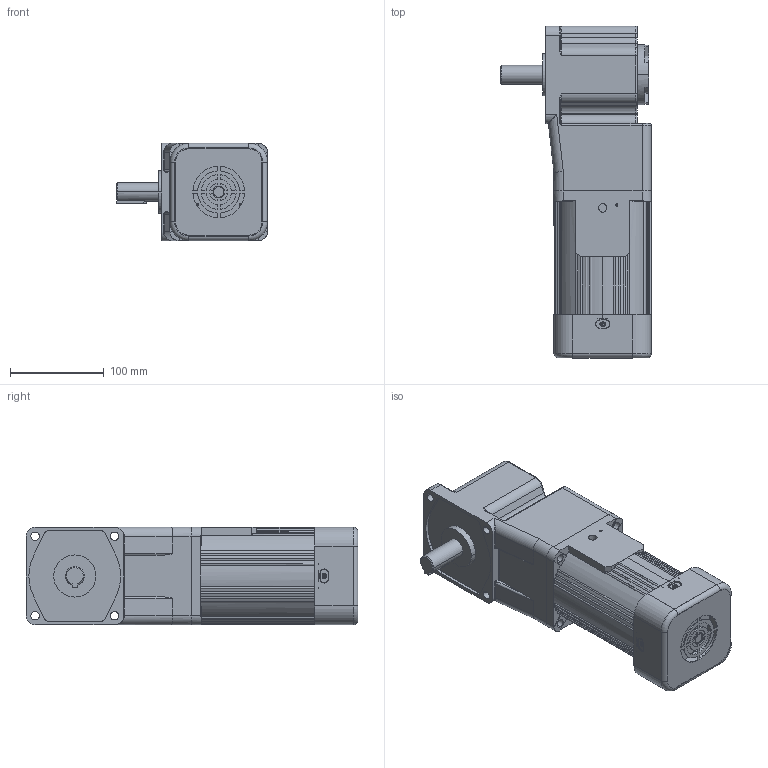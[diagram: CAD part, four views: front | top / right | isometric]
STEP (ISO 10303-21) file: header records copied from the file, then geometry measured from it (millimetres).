
FILE_DESCRIPTION (( 'STEP AP203' ), '1' );
FILE_NAME ('6IK120-250(R)+6GURT.STEP', '2020-01-10T07:08:23', ( 'Sky123.Org' ), ( 'Sky123.Org' ), 'SwSTEP 2.0', 'SolidWorks 2014', '' );
FILE_SCHEMA (( 'CONFIG_CONTROL_DESIGN' ));
Length unit declared in the file: millimetre
Products named in the file (6): 滅鳥裔; 6GURT; 6IK120-250(R)+6GURT; 6IK120-250A; 100瑞欶
Assembly tree (5 placements, depth 3):
  6IK120-250(R)+6GURT
    6IK120-250A
    100瑞欶
    6GURT
      6GURT
      滅鳥裔
Bounding box: 161 x 354 x 104 mm (x, y, z)
Volume: 3011539.2 mm3; surface area: 247518.8 mm2
Topology: 4 solids, 4 shells, 736 faces, 1892 edges, 1171 vertices
Faces by surface type: cylinder 309, plane 235, torus 110, cone 68, bspline 14
Entity records: 23977 total; most frequent: CARTESIAN_POINT 5067, DIRECTION 4115, ORIENTED_EDGE 3724, EDGE_CURVE 1862, AXIS2_PLACEMENT_3D 1649, VERTEX_POINT 1171, CIRCLE 918, EDGE_LOOP 827
